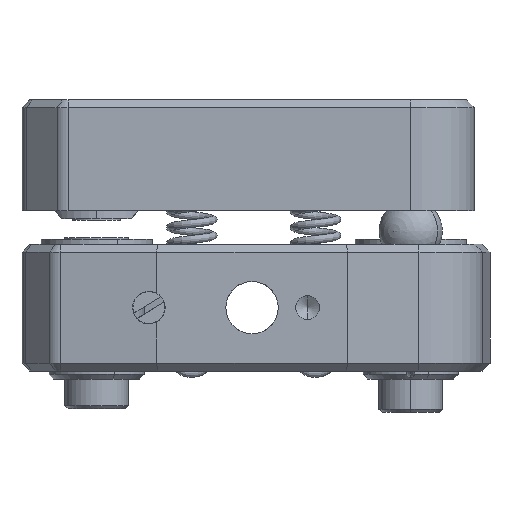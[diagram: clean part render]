
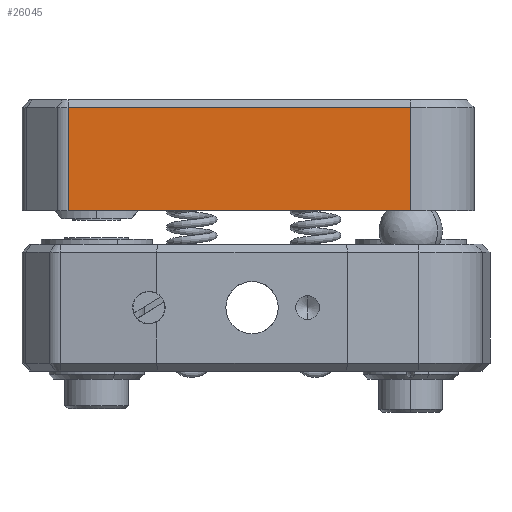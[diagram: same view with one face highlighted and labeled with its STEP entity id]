
A CAD part, front view. The second image highlights one B-rep face of the part: STEP entity #26045.
In plain terms, the highlighted planar face has unit normal (0, -1, 0).
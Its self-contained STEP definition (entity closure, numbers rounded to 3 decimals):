
#1468 = AXIS2_PLACEMENT_3D ( 'NONE', #6269, #20890, #14762 ) ;
#1477 = CARTESIAN_POINT ( 'NONE',  ( -11.586, -14., -0.5 ) ) ;
#1628 = LINE ( 'NONE', #12192, #14589 ) ;
#2674 = CARTESIAN_POINT ( 'NONE',  ( -11.586, -14., -7. ) ) ;
#2871 = VECTOR ( 'NONE', #13030, 1000. ) ;
#4897 = CARTESIAN_POINT ( 'NONE',  ( 10., -14., -0.5 ) ) ;
#6269 = CARTESIAN_POINT ( 'NONE',  ( 14., -14., -7. ) ) ;
#6373 = VECTOR ( 'NONE', #22431, 1000. ) ;
#8936 = VERTEX_POINT ( 'NONE', #24084 ) ;
#11043 = EDGE_CURVE ( 'NONE', #8936, #15415, #14702, .T. ) ;
#12192 = CARTESIAN_POINT ( 'NONE',  ( 14., -14., -7. ) ) ;
#12406 = VERTEX_POINT ( 'NONE', #1477 ) ;
#13030 = DIRECTION ( 'NONE',  ( 0., 0., 1. ) ) ;
#14005 = DIRECTION ( 'NONE',  ( -1., 0., 0. ) ) ;
#14589 = VECTOR ( 'NONE', #14005, 1000. ) ;
#14702 = LINE ( 'NONE', #23342, #2871 ) ;
#14762 = DIRECTION ( 'NONE',  ( 0., 0., -1. ) ) ;
#15415 = VERTEX_POINT ( 'NONE', #4897 ) ;
#15421 = VERTEX_POINT ( 'NONE', #2674 ) ;
#15727 = CARTESIAN_POINT ( 'NONE',  ( 14., -14., -0.5 ) ) ;
#16592 = PLANE ( 'NONE',  #1468 ) ;
#17209 = ORIENTED_EDGE ( 'NONE', *, *, #24988, .T. ) ;
#17434 = ORIENTED_EDGE ( 'NONE', *, *, #20937, .T. ) ;
#17895 = EDGE_CURVE ( 'NONE', #8936, #15421, #1628, .T. ) ;
#18673 = FACE_OUTER_BOUND ( 'NONE', #20141, .T. ) ;
#20141 = EDGE_LOOP ( 'NONE', ( #25016, #17434, #17209, #26167 ) ) ;
#20890 = DIRECTION ( 'NONE',  ( 0., 1., 0. ) ) ;
#20937 = EDGE_CURVE ( 'NONE', #15415, #12406, #26298, .T. ) ;
#22431 = DIRECTION ( 'NONE',  ( 0., 0., -1. ) ) ;
#22841 = LINE ( 'NONE', #24798, #6373 ) ;
#23342 = CARTESIAN_POINT ( 'NONE',  ( 10., -14., -7. ) ) ;
#24084 = CARTESIAN_POINT ( 'NONE',  ( 10., -14., -7. ) ) ;
#24222 = DIRECTION ( 'NONE',  ( -1., 0., 0. ) ) ;
#24396 = VECTOR ( 'NONE', #24222, 1000. ) ;
#24798 = CARTESIAN_POINT ( 'NONE',  ( -11.586, -14., -7. ) ) ;
#24988 = EDGE_CURVE ( 'NONE', #12406, #15421, #22841, .T. ) ;
#25016 = ORIENTED_EDGE ( 'NONE', *, *, #11043, .T. ) ;
#26045 = ADVANCED_FACE ( 'NONE', ( #18673 ), #16592, .F. ) ;
#26167 = ORIENTED_EDGE ( 'NONE', *, *, #17895, .F. ) ;
#26298 = LINE ( 'NONE', #15727, #24396 ) ;
